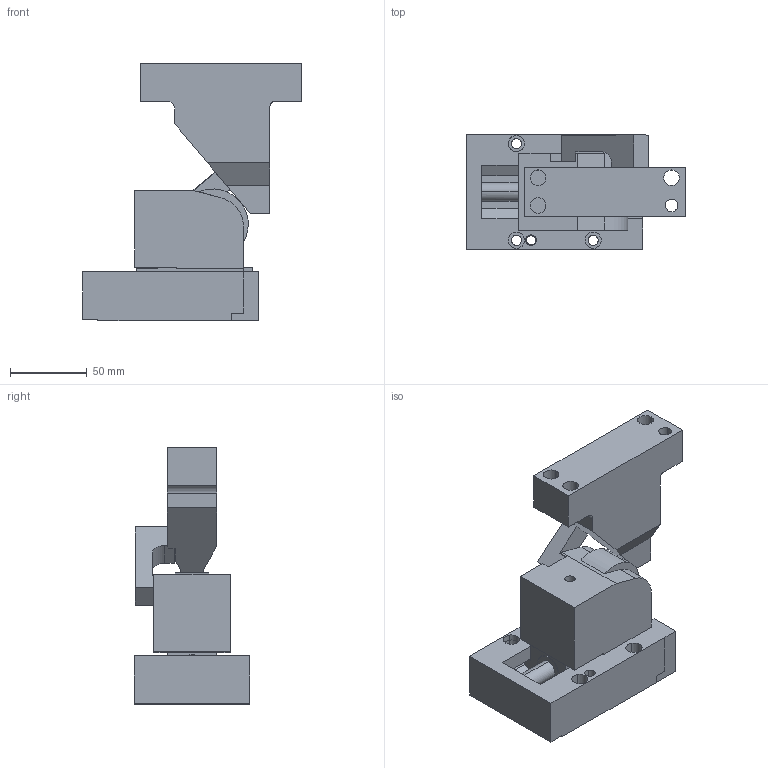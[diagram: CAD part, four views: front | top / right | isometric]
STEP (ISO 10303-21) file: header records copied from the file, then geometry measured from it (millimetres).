
FILE_DESCRIPTION(('CATIA V5 STEP Exchange'),'2;1');
FILE_NAME('CRCS_02000_22_ACCESSORIES.stp','2016-07-15T09:51:05+00:00',('none'),('none'),'CATIA Version 5 Release 20 GA (IN-10)','CATIA V5 STEP AP203','none');
FILE_SCHEMA(('CONFIG_CONTROL_DESIGN'));
Length unit declared in the file: millimetre
Products named in the file (1): CRCS_02000_22_ACCESSORIES
Assembly tree (3 placements, depth 2):
  CRCS_02000_22_ACCESSORIES
    #58
    #1179
    #1689
Bounding box: 142.65 x 75.01 x 168 mm (x, y, z)
Volume: 578098.8 mm3; surface area: 116172.2 mm2
Topology: 5 solids, 32 shells, 328 faces, 747 edges, 466 vertices
Faces by surface type: plane 170, cylinder 113, cone 36, torus 9
Entity records: 9174 total; most frequent: CARTESIAN_POINT 2296, ORIENTED_EDGE 1434, DIRECTION 1170, EDGE_CURVE 717, VERTEX_POINT 466, VECTOR 464, LINE 464, AXIS2_PLACEMENT_3D 436
